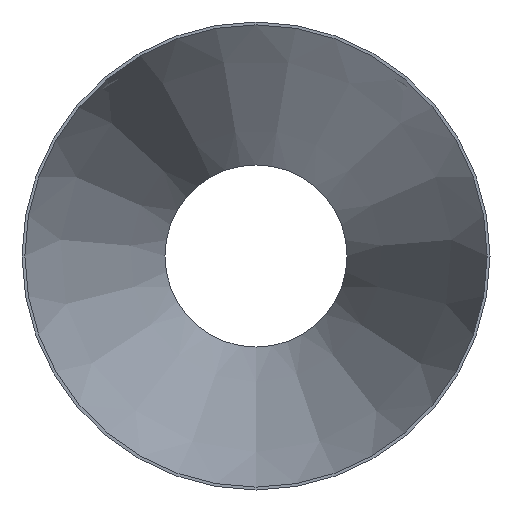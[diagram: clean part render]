
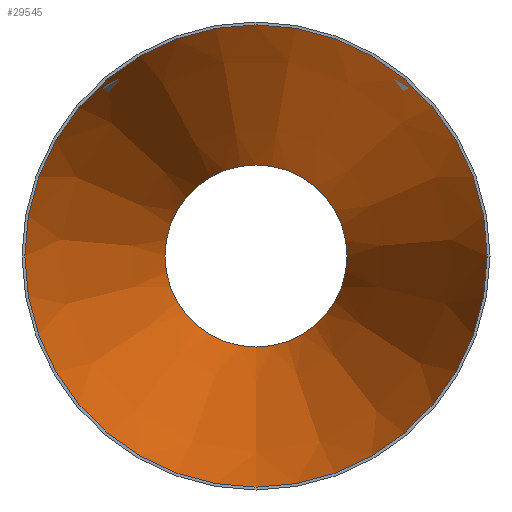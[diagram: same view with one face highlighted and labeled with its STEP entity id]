
A CAD part, front view. The second image highlights one B-rep face of the part: STEP entity #29545.
In plain terms, the highlighted conical face has half-angle 16.658 degrees and reference radius 250.869 mm.
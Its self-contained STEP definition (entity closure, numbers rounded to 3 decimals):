
#88 = ORIENTED_EDGE ( 'NONE', *, *, #31351, .F. ) ;
#506 = DIRECTION ( 'NONE',  ( 0., -1., 0. ) ) ;
#758 = CONICAL_SURFACE ( 'NONE', #44888, 250.869, 0.291 ) ;
#2200 = AXIS2_PLACEMENT_3D ( 'NONE', #22753, #15243, #43855 ) ;
#2660 = DIRECTION ( 'NONE',  ( 0., 0., -1. ) ) ;
#4222 = EDGE_LOOP ( 'NONE', ( #38653 ) ) ;
#5179 = CIRCLE ( 'NONE', #2200, 250.869 ) ;
#8261 = CIRCLE ( 'NONE', #15737, 98.869 ) ;
#15243 = DIRECTION ( 'NONE',  ( 0., -1., 0. ) ) ;
#15737 = AXIS2_PLACEMENT_3D ( 'NONE', #20448, #38004, #2660 ) ;
#18323 = FACE_OUTER_BOUND ( 'NONE', #4222, .T. ) ;
#20448 = CARTESIAN_POINT ( 'NONE',  ( 0., 508., 0. ) ) ;
#21830 = FACE_BOUND ( 'NONE', #43580, .T. ) ;
#22753 = CARTESIAN_POINT ( 'NONE',  ( 0., 0., 0. ) ) ;
#23464 = DIRECTION ( 'NONE',  ( 0., 0., -1. ) ) ;
#24941 = CARTESIAN_POINT ( 'NONE',  ( 0., 508., -98.869 ) ) ;
#29545 = ADVANCED_FACE ( 'NONE', ( #21830, #18323 ), #758, .F. ) ;
#31351 = EDGE_CURVE ( 'NONE', #43216, #43216, #8261, .T. ) ;
#32616 = CARTESIAN_POINT ( 'NONE',  ( 0., 0., 0. ) ) ;
#38004 = DIRECTION ( 'NONE',  ( 0., -1., 0. ) ) ;
#38653 = ORIENTED_EDGE ( 'NONE', *, *, #44344, .T. ) ;
#39207 = VERTEX_POINT ( 'NONE', #43458 ) ;
#43216 = VERTEX_POINT ( 'NONE', #24941 ) ;
#43458 = CARTESIAN_POINT ( 'NONE',  ( 0., 0., -250.869 ) ) ;
#43580 = EDGE_LOOP ( 'NONE', ( #88 ) ) ;
#43855 = DIRECTION ( 'NONE',  ( 0., 0., -1. ) ) ;
#44344 = EDGE_CURVE ( 'NONE', #39207, #39207, #5179, .T. ) ;
#44888 = AXIS2_PLACEMENT_3D ( 'NONE', #32616, #506, #23464 ) ;
